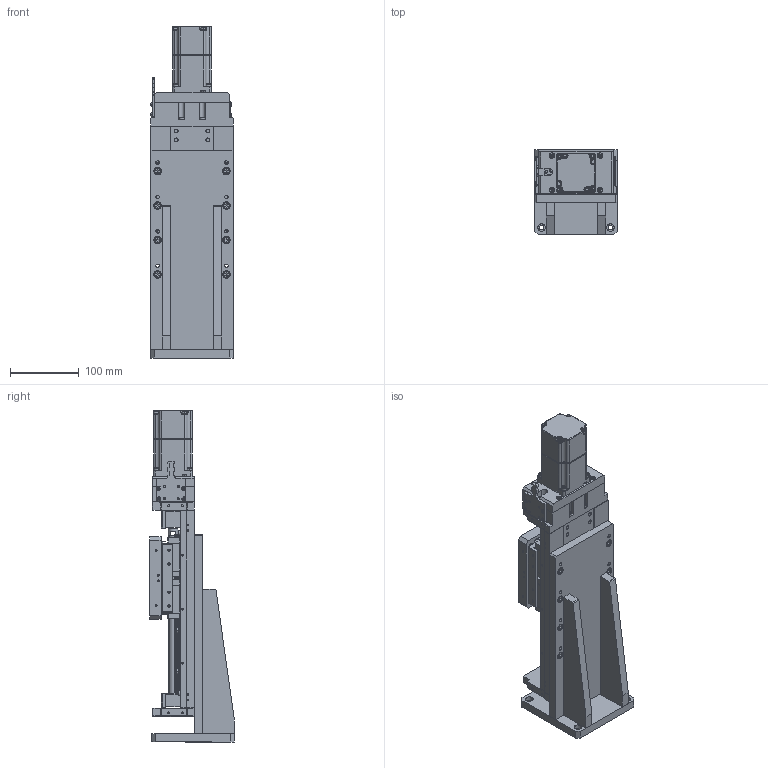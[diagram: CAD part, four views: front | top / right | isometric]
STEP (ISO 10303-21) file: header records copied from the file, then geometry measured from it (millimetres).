
FILE_DESCRIPTION (( 'STEP AP203' ), '1' );
FILE_NAME ('PA100-Z(AP203).STEP', '2023-06-19T07:49:36', ( '' ), ( '' ), 'SwSTEP 2.0', 'SolidWorks 2017', '' );
FILE_SCHEMA (( 'CONFIG_CONTROL_DESIGN' ));
Products named in the file (1): PA100-Z(AP203)
Bounding box: 120 x 123 x 482.5 mm (x, y, z)
Surface area: 442428 mm2 (no closed solid volume)
Topology: 0 solids, 153 shells, 1744 faces, 6401 edges, 4612 vertices
Faces by surface type: plane 927, cylinder 517, torus 134, bspline 68, cone 66, sphere 32
Entity records: 72442 total; most frequent: CARTESIAN_POINT 18056, DIRECTION 11755, ORIENTED_EDGE 9654, EDGE_CURVE 6293, VERTEX_POINT 4588, AXIS2_PLACEMENT_3D 4049, LINE 3657, VECTOR 3657
